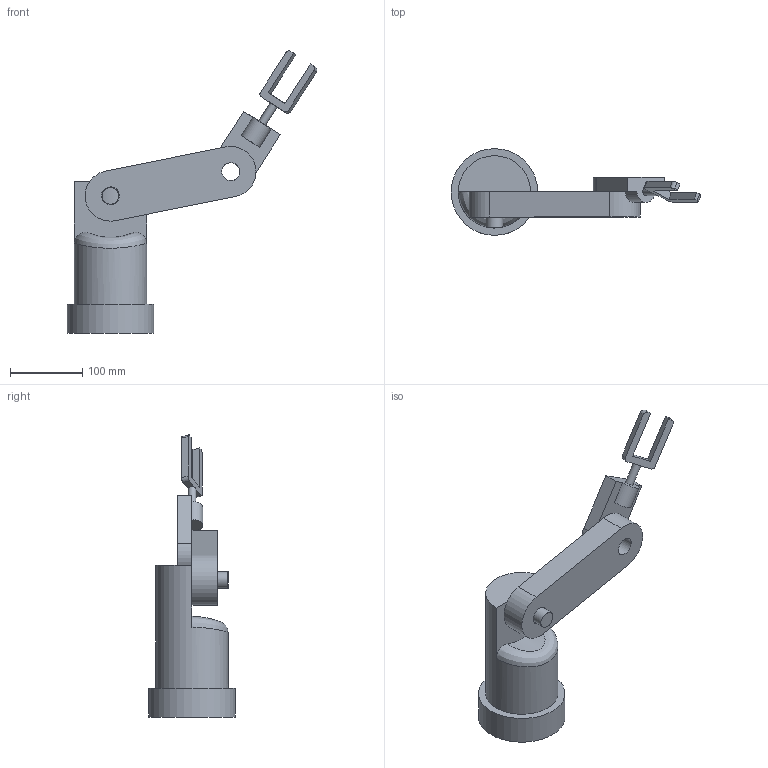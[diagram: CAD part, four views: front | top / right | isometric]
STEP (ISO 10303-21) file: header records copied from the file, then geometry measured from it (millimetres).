
FILE_DESCRIPTION(/* description */ ('STEP AP242','CAx-IF Rec.Pracs.---Representation and Presentation of Product Manufacturing Information (PMI)---4.0---2014-10-13','CAx-IF Rec.Pracs.---3D Tessellated Geometry---0.4---2014-09-14','2;1'),/* implementation_level */ '2;1');
FILE_NAME(/* name */ '6870034d60b31d331ee4a0a8',/* time_stamp */ '2025-07-10T18:15:42Z',/* author */ (''),/* organization */ (''),/* preprocessor_version */ 'ST-DEVELOPER v20',/* originating_system */ 'ONSHAPE BY PTC INC, 1.200',/* authorisation */ ' ');
FILE_SCHEMA (('AP242_MANAGED_MODEL_BASED_3D_ENGINEERING_MIM_LF { 1 0 10303 442 1 1 4 }'));
Length unit declared in the file: metre
Products named in the file (6): Assembly 1; Part 4; Part 1; Part 3; Part 2; Part 5
Assembly tree (5 placements, depth 2):
  Assembly 1
    Part 4
    Part 1
    Part 3
    Part 2
    Part 5
Bounding box: 345.89 x 120 x 390.73 mm (x, y, z)
Volume: 2168950.3 mm3; surface area: 195418.9 mm2
Topology: 5 solids, 5 shells, 51 faces, 111 edges, 73 vertices
Faces by surface type: plane 31, cylinder 19, bspline 1
Full cylindrical faces by diameter (mm): 10 x1, 11 x1, 23 x1, 25 x3, 100 x2, 120 x1
Entity records: 1641 total; most frequent: CARTESIAN_POINT 388, DIRECTION 247, ORIENTED_EDGE 198, EDGE_CURVE 99, AXIS2_PLACEMENT_3D 95, VERTEX_POINT 70, EDGE_LOOP 69, FACE_BOUND 69
